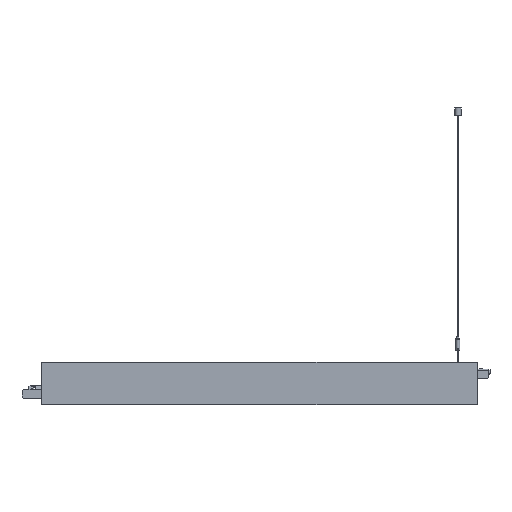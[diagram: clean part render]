
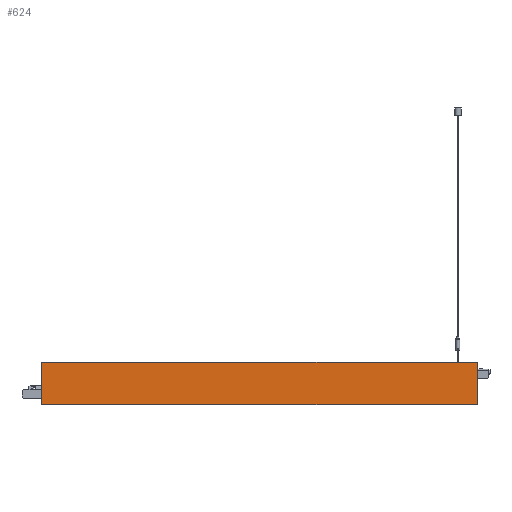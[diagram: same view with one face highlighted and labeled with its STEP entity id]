
A CAD part, front view. The second image highlights one B-rep face of the part: STEP entity #624.
In plain terms, the highlighted planar face has unit normal (0, -1, 0).
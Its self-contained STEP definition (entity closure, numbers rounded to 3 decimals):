
#624=ADVANCED_FACE('',(#1214),#975,.F.);
#975=PLANE('',#6966);
#1214=FACE_OUTER_BOUND('',#1555,.T.);
#1555=EDGE_LOOP('',(#2295,#2296,#2297,#2298));
#2295=ORIENTED_EDGE('',*,*,#4701,.F.);
#2296=ORIENTED_EDGE('',*,*,#4709,.F.);
#2297=ORIENTED_EDGE('',*,*,#4702,.T.);
#2298=ORIENTED_EDGE('',*,*,#4659,.T.);
#3953=VERTEX_POINT('',#9798);
#3954=VERTEX_POINT('',#9800);
#3990=VERTEX_POINT('',#9882);
#3991=VERTEX_POINT('',#9886);
#4659=EDGE_CURVE('',#3954,#3953,#5620,.T.);
#4701=EDGE_CURVE('',#3990,#3953,#5649,.T.);
#4702=EDGE_CURVE('',#3991,#3954,#5650,.T.);
#4709=EDGE_CURVE('',#3991,#3990,#5656,.T.);
#5620=LINE('',#9799,#6313);
#5649=LINE('',#9883,#6342);
#5650=LINE('',#9885,#6343);
#5656=LINE('',#9899,#6349);
#6313=VECTOR('',#7824,1.);
#6342=VECTOR('',#7889,1.);
#6343=VECTOR('',#7892,1.);
#6349=VECTOR('',#7906,1.);
#6966=AXIS2_PLACEMENT_3D('',#9900,#7907,#7908);
#7824=DIRECTION('',(0.,0.,-1.));
#7889=DIRECTION('',(-1.,0.,0.));
#7892=DIRECTION('',(-1.,0.,0.));
#7906=DIRECTION('',(0.,0.,-1.));
#7907=DIRECTION('',(0.,1.,0.));
#7908=DIRECTION('',(0.,0.,1.));
#9798=CARTESIAN_POINT('',(-561.,-30.,-109.966));
#9799=CARTESIAN_POINT('',(-561.,-30.,-0.266));
#9800=CARTESIAN_POINT('',(-561.,-30.,0.034));
#9882=CARTESIAN_POINT('',(561.,-30.,-109.966));
#9883=CARTESIAN_POINT('',(281.,-30.,-109.966));
#9885=CARTESIAN_POINT('',(281.,-30.,0.034));
#9886=CARTESIAN_POINT('',(561.,-30.,0.034));
#9899=CARTESIAN_POINT('',(561.,-30.,-0.266));
#9900=CARTESIAN_POINT('',(281.,-30.,-0.266));
